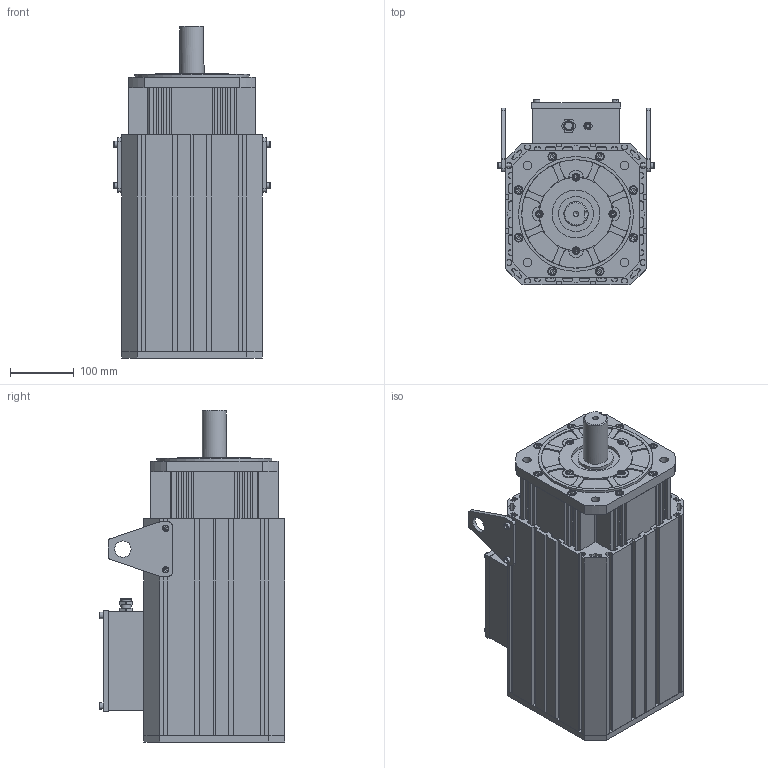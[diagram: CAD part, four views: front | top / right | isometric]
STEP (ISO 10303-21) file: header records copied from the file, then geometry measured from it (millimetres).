
FILE_DESCRIPTION (( 'STEP AP203' ), '1' );
FILE_NAME ('200SFM-E70015-3B6.STEP', '2025-05-09T05:27:51', ( '¼¼Êõ03' ), ( 'HP Inc.' ), 'SwSTEP 2.0', 'SolidWorks 2020', '' );
FILE_SCHEMA (( 'CONFIG_CONTROL_DESIGN' ));
Length unit declared in the file: millimetre
Products named in the file (1): 200SFM-E70015-3B6
Bounding box: 245 x 291 x 520.5 mm (x, y, z)
Volume: 20014317.3 mm3; surface area: 1806267.4 mm2
Topology: 31 solids, 31 shells, 1223 faces, 3143 edges, 2030 vertices
Faces by surface type: plane 897, cylinder 262, cone 42, torus 22
Full cylindrical faces by diameter (mm): 4.2 x4, 6 x13, 6.35 x4, 6.5 x4, 8 x9, 8.5 x1, 9 x24, 10 x14, 12 x6, 13 x16, 13.5 x12, 16 x2, 25.438 x2, 38 x1, 55 x1, 75 x1, 170 x2, 180 x1
Entity records: 35872 total; most frequent: CARTESIAN_POINT 6198, DIRECTION 6099, ORIENTED_EDGE 5866, EDGE_CURVE 2933, VECTOR 2209, LINE 2209, VERTEX_POINT 2000, AXIS2_PLACEMENT_3D 1945
